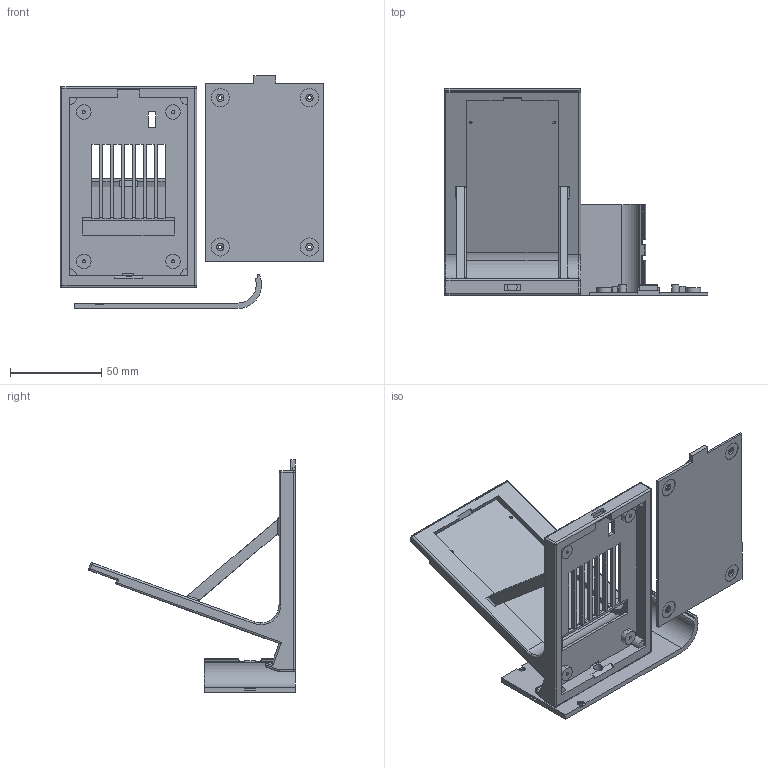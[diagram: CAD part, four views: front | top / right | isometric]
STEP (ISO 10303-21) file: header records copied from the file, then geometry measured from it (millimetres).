
FILE_DESCRIPTION (( 'STEP AP203' ), '1' );
FILE_NAME ('蚾饜极湖荂.STEP', '2024-06-05T04:52:38', ( '' ), ( '' ), 'SwSTEP 2.0', 'SolidWorks 2022', '' );
FILE_SCHEMA (( 'CONFIG_CONTROL_DESIGN' ));
Length unit declared in the file: millimetre
Products named in the file (4): 支架零件; 装配体打印; 底板; IP支架
Assembly tree (3 placements, depth 2):
  装配体打印
    底板
    支架零件
    IP支架
Bounding box: 144.81 x 113.62 x 127.91 mm (x, y, z)
Volume: 97638.5 mm3; surface area: 69710.2 mm2
Topology: 3 solids, 3 shells, 510 faces, 1345 edges, 855 vertices
Faces by surface type: plane 257, cylinder 157, bspline 70, sphere 21, torus 5
Entity records: 17952 total; most frequent: CARTESIAN_POINT 5354, ORIENTED_EDGE 2656, DIRECTION 2311, EDGE_CURVE 1328, LINE 883, VECTOR 883, VERTEX_POINT 853, AXIS2_PLACEMENT_3D 714
